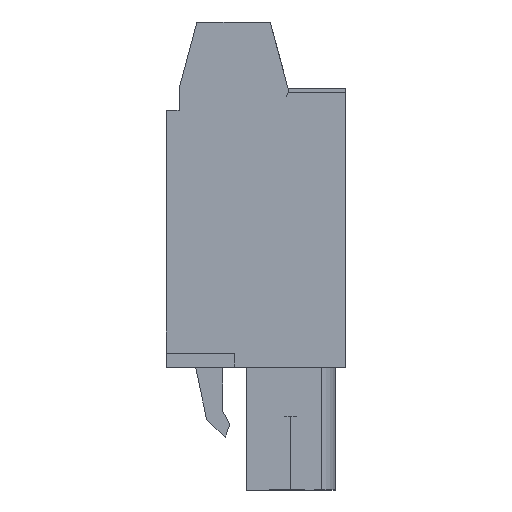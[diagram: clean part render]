
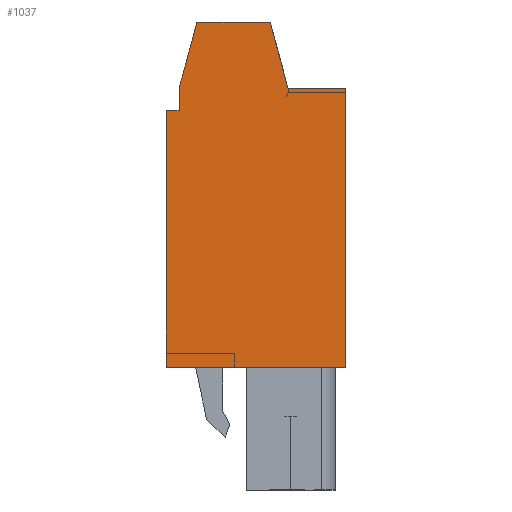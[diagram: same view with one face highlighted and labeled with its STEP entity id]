
A CAD part, left-side view. The second image highlights one B-rep face of the part: STEP entity #1037.
In plain terms, the highlighted planar face has unit normal (-1, 0, 0).
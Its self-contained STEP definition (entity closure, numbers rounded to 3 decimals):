
#977=AXIS2_PLACEMENT_3D('Plane Axis2P3D',#974,#975,#976) ;
#49=CARTESIAN_POINT('Vertex',(0.,12.2,25.8)) ;
#52=CARTESIAN_POINT('Line Origine',(0.,11.763,25.8)) ;
#56=CARTESIAN_POINT('Vertex',(0.,11.325,25.8)) ;
#846=CARTESIAN_POINT('Line Origine',(0.,11.325,26.55)) ;
#850=CARTESIAN_POINT('Vertex',(0.,11.325,27.3)) ;
#974=CARTESIAN_POINT('Axis2P3D Location',(0.,-0.45,0.)) ;
#979=CARTESIAN_POINT('Line Origine',(0.,6.1,8.35)) ;
#983=CARTESIAN_POINT('Vertex',(0.,12.2,8.35)) ;
#985=CARTESIAN_POINT('Vertex',(0.,0.,8.35)) ;
#988=CARTESIAN_POINT('Line Origine',(0.,0.,17.825)) ;
#992=CARTESIAN_POINT('Vertex',(0.,0.,27.3)) ;
#995=CARTESIAN_POINT('Line Origine',(0.,1.963,27.3)) ;
#999=CARTESIAN_POINT('Vertex',(0.,3.925,27.3)) ;
#1002=CARTESIAN_POINT('Line Origine',(0.,4.528,29.55)) ;
#1006=CARTESIAN_POINT('Vertex',(0.,5.131,31.8)) ;
#1009=CARTESIAN_POINT('Line Origine',(0.,7.625,31.8)) ;
#1013=CARTESIAN_POINT('Vertex',(0.,10.119,31.8)) ;
#1016=CARTESIAN_POINT('Line Origine',(0.,10.722,29.55)) ;
#1021=CARTESIAN_POINT('Line Origine',(0.,12.2,17.075)) ;
#53=DIRECTION('Vector Direction',(0.,1.,0.)) ;
#847=DIRECTION('Vector Direction',(0.,0.,-1.)) ;
#975=DIRECTION('Axis2P3D Direction',(-1.,0.,0.)) ;
#976=DIRECTION('Axis2P3D XDirection',(0.,0.,1.)) ;
#980=DIRECTION('Vector Direction',(0.,-1.,0.)) ;
#989=DIRECTION('Vector Direction',(0.,0.,1.)) ;
#996=DIRECTION('Vector Direction',(0.,1.,0.)) ;
#1003=DIRECTION('Vector Direction',(0.,0.259,0.966)) ;
#1010=DIRECTION('Vector Direction',(0.,1.,0.)) ;
#1017=DIRECTION('Vector Direction',(0.,0.259,-0.966)) ;
#1022=DIRECTION('Vector Direction',(0.,0.,-1.)) ;
#54=VECTOR('Line Direction',#53,1.) ;
#848=VECTOR('Line Direction',#847,1.) ;
#981=VECTOR('Line Direction',#980,1.) ;
#990=VECTOR('Line Direction',#989,1.) ;
#997=VECTOR('Line Direction',#996,1.) ;
#1004=VECTOR('Line Direction',#1003,1.) ;
#1011=VECTOR('Line Direction',#1010,1.) ;
#1018=VECTOR('Line Direction',#1017,1.) ;
#1023=VECTOR('Line Direction',#1022,1.) ;
#1027=ORIENTED_EDGE('',*,*,#987,.T.) ;
#1028=ORIENTED_EDGE('',*,*,#994,.T.) ;
#1029=ORIENTED_EDGE('',*,*,#1001,.T.) ;
#1030=ORIENTED_EDGE('',*,*,#1008,.T.) ;
#1031=ORIENTED_EDGE('',*,*,#1015,.T.) ;
#1032=ORIENTED_EDGE('',*,*,#1020,.T.) ;
#1033=ORIENTED_EDGE('',*,*,#852,.T.) ;
#1034=ORIENTED_EDGE('',*,*,#58,.T.) ;
#1035=ORIENTED_EDGE('',*,*,#1025,.T.) ;
#1037=ADVANCED_FACE('HOUSING',(#1036),#978,.T.) ;
#58=EDGE_CURVE('',#57,#50,#55,.T.) ;
#852=EDGE_CURVE('',#851,#57,#849,.T.) ;
#987=EDGE_CURVE('',#984,#986,#982,.T.) ;
#994=EDGE_CURVE('',#986,#993,#991,.T.) ;
#1001=EDGE_CURVE('',#993,#1000,#998,.T.) ;
#1008=EDGE_CURVE('',#1000,#1007,#1005,.T.) ;
#1015=EDGE_CURVE('',#1007,#1014,#1012,.T.) ;
#1020=EDGE_CURVE('',#1014,#851,#1019,.T.) ;
#1025=EDGE_CURVE('',#50,#984,#1024,.T.) ;
#1026=EDGE_LOOP('',(#1027,#1028,#1029,#1030,#1031,#1032,#1033,#1034,#1035)) ;
#1036=FACE_OUTER_BOUND('',#1026,.T.) ;
#55=LINE('Line',#52,#54) ;
#849=LINE('Line',#846,#848) ;
#982=LINE('Line',#979,#981) ;
#991=LINE('Line',#988,#990) ;
#998=LINE('Line',#995,#997) ;
#1005=LINE('Line',#1002,#1004) ;
#1012=LINE('Line',#1009,#1011) ;
#1019=LINE('Line',#1016,#1018) ;
#1024=LINE('Line',#1021,#1023) ;
#978=PLANE('',#977) ;
#50=VERTEX_POINT('',#49) ;
#57=VERTEX_POINT('',#56) ;
#851=VERTEX_POINT('',#850) ;
#984=VERTEX_POINT('',#983) ;
#986=VERTEX_POINT('',#985) ;
#993=VERTEX_POINT('',#992) ;
#1000=VERTEX_POINT('',#999) ;
#1007=VERTEX_POINT('',#1006) ;
#1014=VERTEX_POINT('',#1013) ;
